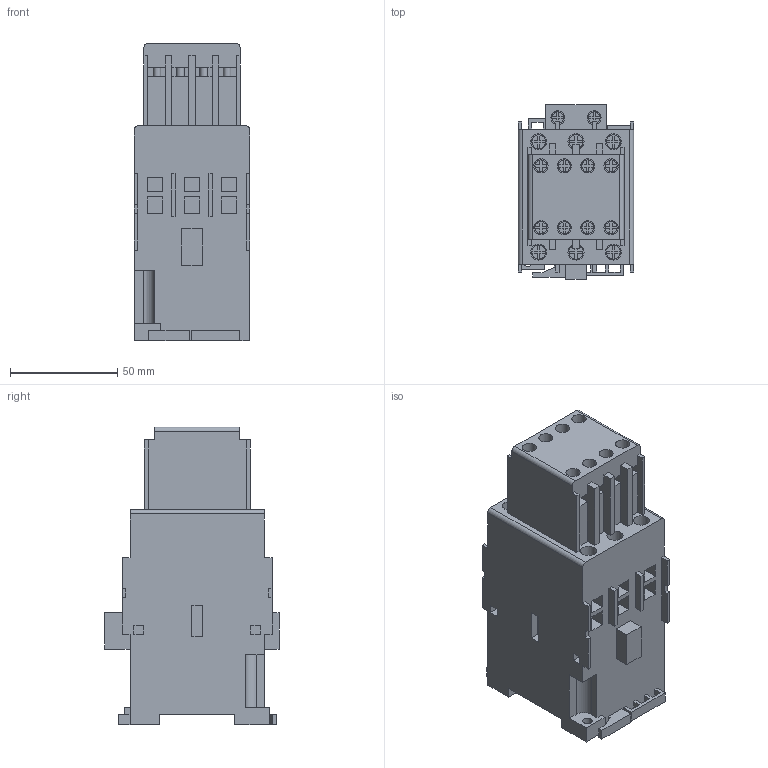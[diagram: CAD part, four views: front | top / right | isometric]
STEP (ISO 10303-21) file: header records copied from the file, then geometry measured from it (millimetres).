
FILE_DESCRIPTION(/* description */ (''),/* implementation_level */ '2;1');
FILE_NAME(/* name */ '100-C_BG2_100-F_4pol.stp',/* time_stamp */ '2012-07-19T10:36:20+02:00',/* author */ ('rota1'),/* organization */ ('RA'),/* preprocessor_version */ 'ST-DEVELOPER v11',/* originating_system */ 'SIEMENS PLM Software NX 7.5',/* authorisation */ '');
FILE_SCHEMA (('CONFIG_CONTROL_DESIGN'));
Length unit declared in the file: millimetre
Products named in the file (1): 000184_-.001
Bounding box: 53.8 x 81.2 x 138.9 mm (x, y, z)
Volume: 391475.4 mm3; surface area: 54378.6 mm2
Topology: 1 solids, 7 shells, 602 faces, 1617 edges, 1080 vertices
Faces by surface type: plane 552, cylinder 50
Full cylindrical faces by diameter (mm): 3 x2, 3.5 x8, 4.4 x2, 5.4 x2, 5.6 x8, 6.4 x2, 6.5 x6, 6.6 x8, 7.5 x6
Entity records: 18317 total; most frequent: CARTESIAN_POINT 3200, ORIENTED_EDGE 3090, DIRECTION 2965, EDGE_CURVE 1545, LINE 1331, VECTOR 1331, VERTEX_POINT 1052, AXIS2_PLACEMENT_3D 817
